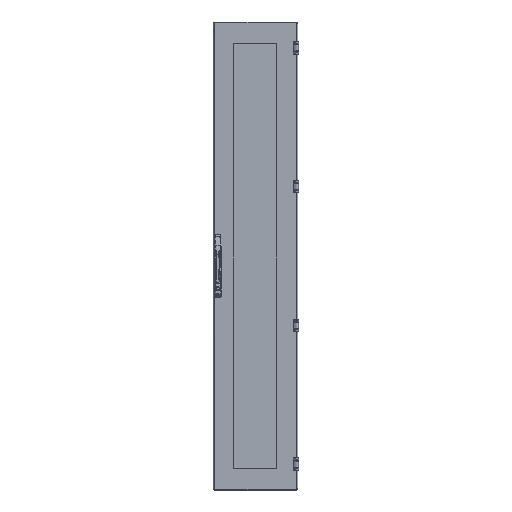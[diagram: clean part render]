
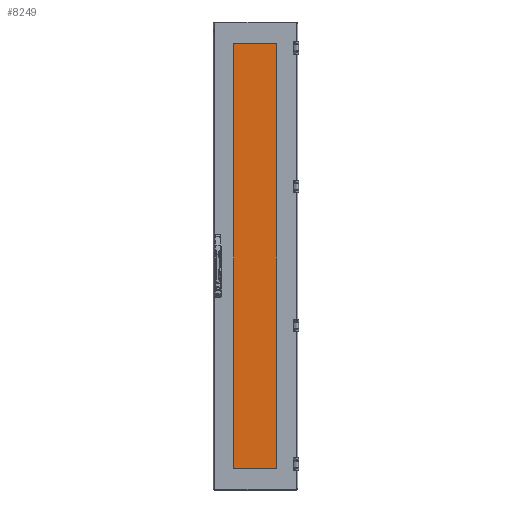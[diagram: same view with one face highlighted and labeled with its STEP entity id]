
A CAD part, top view. The second image highlights one B-rep face of the part: STEP entity #8249.
In plain terms, the highlighted planar face has unit normal (0, 0, 1).
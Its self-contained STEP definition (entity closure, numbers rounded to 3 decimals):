
#1486 = EDGE_CURVE ( 'NONE', #61500, #8145, #80140, .T. ) ;
#2642 = CARTESIAN_POINT ( 'NONE',  ( -123.25, -1011.05, 4. ) ) ;
#3166 = DIRECTION ( 'NONE',  ( 0., 1., 0. ) ) ;
#6625 = CARTESIAN_POINT ( 'NONE',  ( 123.25, -1011.05, 4. ) ) ;
#8072 = ORIENTED_EDGE ( 'NONE', *, *, #61110, .T. ) ;
#8145 = VERTEX_POINT ( 'NONE', #14136 ) ;
#8249 = ADVANCED_FACE ( 'NONE', ( #29637 ), #44684, .F. ) ;
#8587 = AXIS2_PLACEMENT_3D ( 'NONE', #15069, #73240, #51223 ) ;
#10153 = LINE ( 'NONE', #2642, #58874 ) ;
#13315 = CARTESIAN_POINT ( 'NONE',  ( -123.25, 1011.05, 4. ) ) ;
#14136 = CARTESIAN_POINT ( 'NONE',  ( 123.25, 1011.05, 4. ) ) ;
#15069 = CARTESIAN_POINT ( 'NONE',  ( 0., 0., 4. ) ) ;
#16855 = VECTOR ( 'NONE', #3166, 1000. ) ;
#25405 = ORIENTED_EDGE ( 'NONE', *, *, #70620, .T. ) ;
#29637 = FACE_OUTER_BOUND ( 'NONE', #34196, .T. ) ;
#34196 = EDGE_LOOP ( 'NONE', ( #39398, #8072, #25405, #74090 ) ) ;
#34465 = CARTESIAN_POINT ( 'NONE',  ( -123.25, 1011.05, 4. ) ) ;
#38451 = LINE ( 'NONE', #59965, #79708 ) ;
#39398 = ORIENTED_EDGE ( 'NONE', *, *, #1486, .T. ) ;
#44684 = PLANE ( 'NONE',  #8587 ) ;
#51223 = DIRECTION ( 'NONE',  ( -1., 0., 0. ) ) ;
#52317 = VECTOR ( 'NONE', #92140, 1000. ) ;
#52953 = DIRECTION ( 'NONE',  ( 1., 0., 0. ) ) ;
#58874 = VECTOR ( 'NONE', #87577, 1000. ) ;
#59965 = CARTESIAN_POINT ( 'NONE',  ( -123.25, -1011.05, 4. ) ) ;
#61110 = EDGE_CURVE ( 'NONE', #8145, #90973, #77602, .T. ) ;
#61500 = VERTEX_POINT ( 'NONE', #6625 ) ;
#69697 = EDGE_CURVE ( 'NONE', #76382, #61500, #38451, .T. ) ;
#70620 = EDGE_CURVE ( 'NONE', #90973, #76382, #10153, .T. ) ;
#73240 = DIRECTION ( 'NONE',  ( 0., 0., -1. ) ) ;
#74090 = ORIENTED_EDGE ( 'NONE', *, *, #69697, .T. ) ;
#76382 = VERTEX_POINT ( 'NONE', #89385 ) ;
#77602 = LINE ( 'NONE', #34465, #52317 ) ;
#79708 = VECTOR ( 'NONE', #52953, 1000. ) ;
#80140 = LINE ( 'NONE', #87658, #16855 ) ;
#87577 = DIRECTION ( 'NONE',  ( 0., -1., 0. ) ) ;
#87658 = CARTESIAN_POINT ( 'NONE',  ( 123.25, -1011.05, 4. ) ) ;
#89385 = CARTESIAN_POINT ( 'NONE',  ( -123.25, -1011.05, 4. ) ) ;
#90973 = VERTEX_POINT ( 'NONE', #13315 ) ;
#92140 = DIRECTION ( 'NONE',  ( -1., 0., 0. ) ) ;
